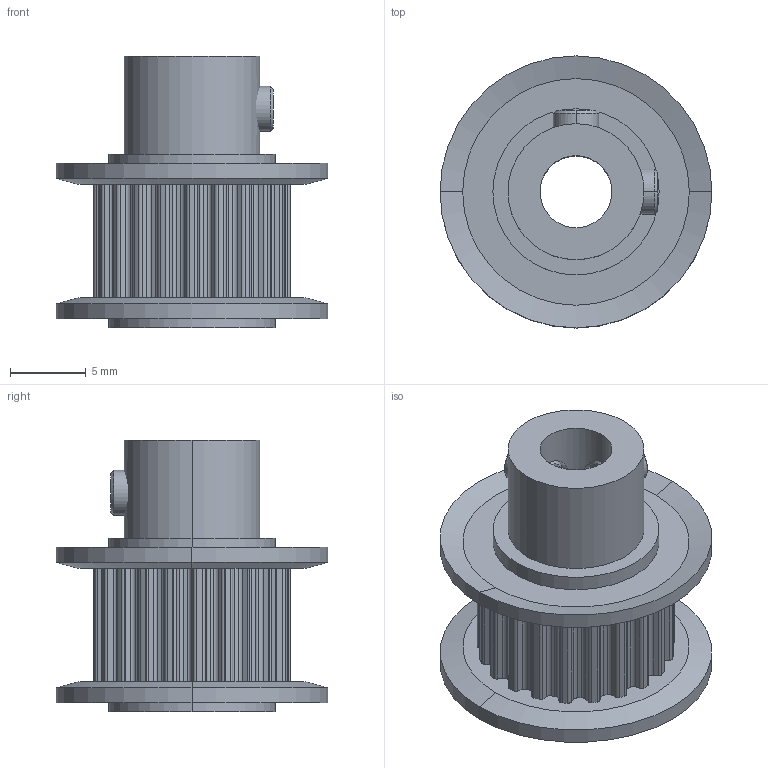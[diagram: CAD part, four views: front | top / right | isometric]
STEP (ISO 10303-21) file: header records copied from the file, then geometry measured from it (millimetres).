
FILE_DESCRIPTION (( 'STEP AP203' ), '1' );
FILE_NAME ('A21-MXL025-B0188.step', '2023-08-24T18:57:44', ( '' ), ( '' ), 'SwSTEP 2.0', 'SolidWorks 2021', '' );
FILE_SCHEMA (( 'CONFIG_CONTROL_DESIGN' ));
Length unit declared in the file: millimetre
Products named in the file (1): A21-MXL025-B0188
Bounding box: 18 x 18 x 18 mm (x, y, z)
Volume: 1717.7 mm3; surface area: 2133 mm2
Topology: 5 solids, 5 shells, 266 faces, 721 edges, 464 vertices
Faces by surface type: cylinder 165, plane 67, cone 34
Entity records: 8780 total; most frequent: CARTESIAN_POINT 1758, DIRECTION 1565, ORIENTED_EDGE 1434, EDGE_CURVE 717, AXIS2_PLACEMENT_3D 619, VERTEX_POINT 464, CIRCLE 352, VECTOR 327
